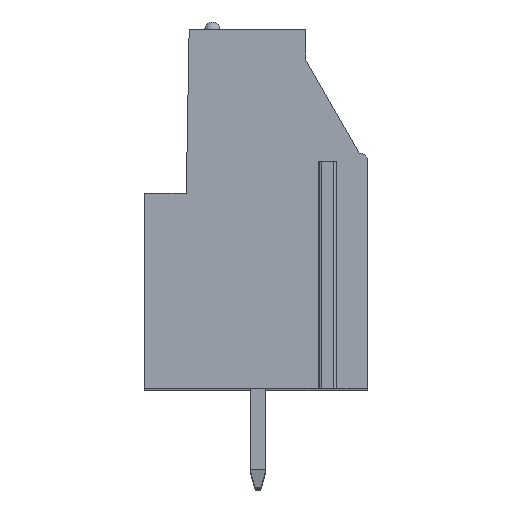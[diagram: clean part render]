
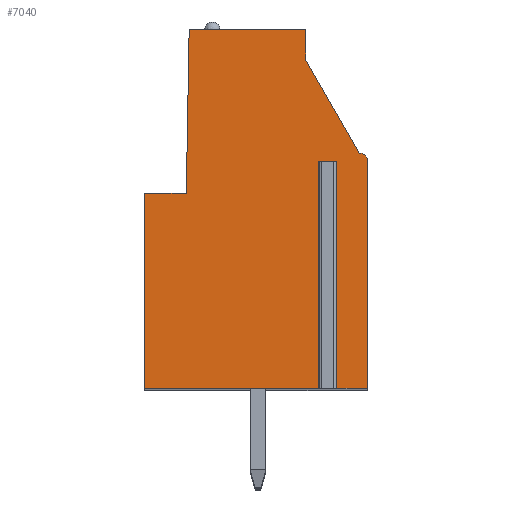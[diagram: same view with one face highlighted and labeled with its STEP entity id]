
A CAD part, top view. The second image highlights one B-rep face of the part: STEP entity #7040.
In plain terms, the highlighted planar face has unit normal (0, 0, 1).
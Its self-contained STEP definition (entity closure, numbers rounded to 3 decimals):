
#838=DIRECTION('',(1.,0.,0.));
#839=VECTOR('',#838,0.5);
#840=CARTESIAN_POINT('',(3.347,2.4,2.54));
#841=LINE('',#840,#839);
#842=DIRECTION('',(0.,1.,0.));
#843=VECTOR('',#842,11.4);
#844=CARTESIAN_POINT('',(3.347,-9.,2.54));
#845=LINE('',#844,#843);
#846=DIRECTION('',(1.,0.,0.));
#847=VECTOR('',#846,8.95);
#848=CARTESIAN_POINT('',(-5.603,-9.,2.54));
#849=LINE('',#848,#847);
#850=DIRECTION('',(0.,-1.,0.));
#851=VECTOR('',#850,9.8);
#852=CARTESIAN_POINT('',(-5.603,0.8,2.54));
#853=LINE('',#852,#851);
#854=DIRECTION('',(-1.,0.,0.));
#855=VECTOR('',#854,2.1);
#856=CARTESIAN_POINT('',(-3.503,0.8,2.54));
#857=LINE('',#856,#855);
#858=DIRECTION('',(-0.017,-1.,0.));
#859=VECTOR('',#858,8.201);
#860=CARTESIAN_POINT('',(-3.36,9.,2.54));
#861=LINE('',#860,#859);
#862=DIRECTION('',(-1.,0.,0.));
#863=VECTOR('',#862,5.86);
#864=CARTESIAN_POINT('',(2.5,9.,2.54));
#865=LINE('',#864,#863);
#866=DIRECTION('',(0.,1.,0.));
#867=VECTOR('',#866,1.523);
#868=CARTESIAN_POINT('',(2.5,7.477,2.54));
#869=LINE('',#868,#867);
#870=DIRECTION('',(-0.5,0.866,0.));
#871=VECTOR('',#870,5.394);
#872=CARTESIAN_POINT('',(5.197,2.805,2.54));
#873=LINE('',#872,#871);
#874=CARTESIAN_POINT('',(5.197,2.405,2.54));
#875=DIRECTION('',(0.,0.,1.));
#876=DIRECTION('',(1.,0.,0.));
#877=AXIS2_PLACEMENT_3D('',#874,#875,#876);
#879=DIRECTION('',(0.,1.,0.));
#880=VECTOR('',#879,11.405);
#881=CARTESIAN_POINT('',(5.597,-9.,2.54));
#882=LINE('',#881,#880);
#883=DIRECTION('',(1.,0.,0.));
#884=VECTOR('',#883,1.75);
#885=CARTESIAN_POINT('',(3.847,-9.,2.54));
#886=LINE('',#885,#884);
#887=DIRECTION('',(0.,1.,0.));
#888=VECTOR('',#887,11.4);
#889=CARTESIAN_POINT('',(3.847,-9.,2.54));
#890=LINE('',#889,#888);
#5029=CARTESIAN_POINT('',(5.597,-9.,2.54));
#5030=CARTESIAN_POINT('',(5.597,2.405,2.54));
#5031=VERTEX_POINT('',#5029);
#5032=VERTEX_POINT('',#5030);
#5033=CARTESIAN_POINT('',(5.197,2.805,2.54));
#5034=VERTEX_POINT('',#5033);
#5035=CARTESIAN_POINT('',(2.5,7.477,2.54));
#5036=VERTEX_POINT('',#5035);
#5037=CARTESIAN_POINT('',(2.5,9.,2.54));
#5038=VERTEX_POINT('',#5037);
#5039=CARTESIAN_POINT('',(-3.36,9.,2.54));
#5040=VERTEX_POINT('',#5039);
#5041=CARTESIAN_POINT('',(-3.503,0.8,2.54));
#5042=VERTEX_POINT('',#5041);
#5043=CARTESIAN_POINT('',(-5.603,0.8,2.54));
#5044=VERTEX_POINT('',#5043);
#5045=CARTESIAN_POINT('',(-5.603,-9.,2.54));
#5046=VERTEX_POINT('',#5045);
#5083=CARTESIAN_POINT('',(3.347,2.4,2.54));
#5084=CARTESIAN_POINT('',(3.847,2.4,2.54));
#5085=VERTEX_POINT('',#5083);
#5086=VERTEX_POINT('',#5084);
#5087=CARTESIAN_POINT('',(3.347,-9.,2.54));
#5088=VERTEX_POINT('',#5087);
#5089=CARTESIAN_POINT('',(3.847,-9.,2.54));
#5090=VERTEX_POINT('',#5089);
#7017=CARTESIAN_POINT('',(0.,0.,2.54));
#7018=DIRECTION('',(0.,0.,1.));
#7019=DIRECTION('',(1.,0.,0.));
#7020=AXIS2_PLACEMENT_3D('',#7017,#7018,#7019);
#7021=PLANE('',#7020);
#7023=ORIENTED_EDGE('',*,*,#7022,.F.);
#7025=ORIENTED_EDGE('',*,*,#7024,.F.);
#7026=ORIENTED_EDGE('',*,*,#6413,.F.);
#7027=ORIENTED_EDGE('',*,*,#6658,.F.);
#7028=ORIENTED_EDGE('',*,*,#6672,.F.);
#7029=ORIENTED_EDGE('',*,*,#6686,.F.);
#7030=ORIENTED_EDGE('',*,*,#6700,.F.);
#7031=ORIENTED_EDGE('',*,*,#6840,.F.);
#7032=ORIENTED_EDGE('',*,*,#6854,.F.);
#7033=ORIENTED_EDGE('',*,*,#6868,.F.);
#7034=ORIENTED_EDGE('',*,*,#6881,.F.);
#7035=ORIENTED_EDGE('',*,*,#6425,.F.);
#7037=ORIENTED_EDGE('',*,*,#7036,.T.);
#7038=EDGE_LOOP('',(#7023,#7025,#7026,#7027,#7028,#7029,#7030,#7031,#7032,#7033,
#7034,#7035,#7037));
#7039=FACE_OUTER_BOUND('',#7038,.F.);
#878=CIRCLE('',#877,0.4);
#6413=EDGE_CURVE('',#5046,#5088,#849,.T.);
#6425=EDGE_CURVE('',#5090,#5031,#886,.T.);
#6658=EDGE_CURVE('',#5044,#5046,#853,.T.);
#6672=EDGE_CURVE('',#5042,#5044,#857,.T.);
#6686=EDGE_CURVE('',#5040,#5042,#861,.T.);
#6700=EDGE_CURVE('',#5038,#5040,#865,.T.);
#6840=EDGE_CURVE('',#5036,#5038,#869,.T.);
#6854=EDGE_CURVE('',#5034,#5036,#873,.T.);
#6868=EDGE_CURVE('',#5032,#5034,#878,.T.);
#6881=EDGE_CURVE('',#5031,#5032,#882,.T.);
#7022=EDGE_CURVE('',#5085,#5086,#841,.T.);
#7024=EDGE_CURVE('',#5088,#5085,#845,.T.);
#7036=EDGE_CURVE('',#5090,#5086,#890,.T.);
#7040=ADVANCED_FACE('',(#7039),#7021,.T.);
